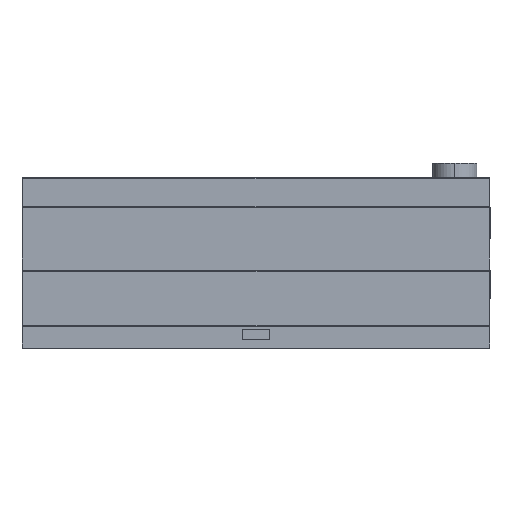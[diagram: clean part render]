
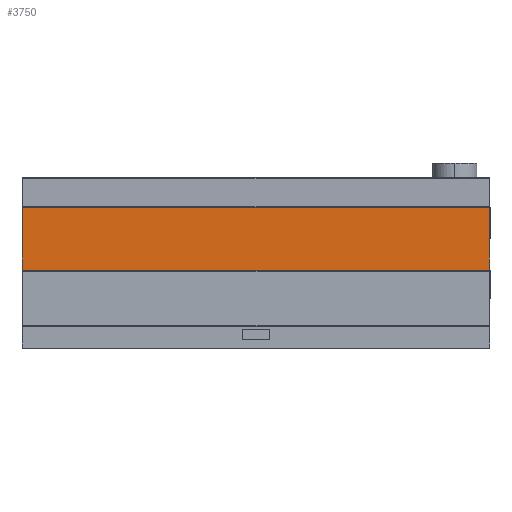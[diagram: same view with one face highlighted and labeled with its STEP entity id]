
A CAD part, top view. The second image highlights one B-rep face of the part: STEP entity #3750.
In plain terms, the highlighted planar face has unit normal (0, 0, 1).
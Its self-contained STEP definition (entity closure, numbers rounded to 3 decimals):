
#93 = ORIENTED_EDGE ( 'NONE', *, *, #5654, .T. ) ;
#866 = CARTESIAN_POINT ( 'NONE',  ( -79.8, 21.6, 31. ) ) ;
#1307 = ORIENTED_EDGE ( 'NONE', *, *, #16721, .F. ) ;
#1707 = LINE ( 'NONE', #11606, #2204 ) ;
#2204 = VECTOR ( 'NONE', #19439, 1000. ) ;
#2349 = AXIS2_PLACEMENT_3D ( 'NONE', #2883, #2675, #15788 ) ;
#2675 = DIRECTION ( 'NONE',  ( 0., 0., -1. ) ) ;
#2808 = PLANE ( 'NONE',  #2349 ) ;
#2883 = CARTESIAN_POINT ( 'NONE',  ( -80., 43.1, 31. ) ) ;
#3750 = ADVANCED_FACE ( 'NONE', ( #15445 ), #2808, .F. ) ;
#4371 = DIRECTION ( 'NONE',  ( 1., 0., 0. ) ) ;
#4928 = VERTEX_POINT ( 'NONE', #866 ) ;
#5654 = EDGE_CURVE ( 'NONE', #4928, #16873, #19161, .T. ) ;
#7625 = CARTESIAN_POINT ( 'NONE',  ( 79.8, 42.9, 31. ) ) ;
#7675 = CARTESIAN_POINT ( 'NONE',  ( -79.8, 42.9, 31. ) ) ;
#8530 = CARTESIAN_POINT ( 'NONE',  ( -80., 21.6, 31. ) ) ;
#10930 = VECTOR ( 'NONE', #4371, 1000. ) ;
#11046 = VECTOR ( 'NONE', #11622, 1000. ) ;
#11606 = CARTESIAN_POINT ( 'NONE',  ( -79.8, 43.1, 31. ) ) ;
#11622 = DIRECTION ( 'NONE',  ( 0., -1., 0. ) ) ;
#11685 = VERTEX_POINT ( 'NONE', #7675 ) ;
#13718 = EDGE_CURVE ( 'NONE', #11685, #13770, #20065, .T. ) ;
#13770 = VERTEX_POINT ( 'NONE', #7625 ) ;
#13882 = EDGE_LOOP ( 'NONE', ( #16296, #93, #1307, #19984 ) ) ;
#14993 = DIRECTION ( 'NONE',  ( 1., 0., 0. ) ) ;
#15381 = LINE ( 'NONE', #16387, #11046 ) ;
#15445 = FACE_OUTER_BOUND ( 'NONE', #13882, .T. ) ;
#15655 = EDGE_CURVE ( 'NONE', #4928, #11685, #1707, .T. ) ;
#15788 = DIRECTION ( 'NONE',  ( -1., 0., 0. ) ) ;
#16296 = ORIENTED_EDGE ( 'NONE', *, *, #15655, .F. ) ;
#16387 = CARTESIAN_POINT ( 'NONE',  ( 79.8, 21.4, 31. ) ) ;
#16721 = EDGE_CURVE ( 'NONE', #13770, #16873, #15381, .T. ) ;
#16873 = VERTEX_POINT ( 'NONE', #18437 ) ;
#18437 = CARTESIAN_POINT ( 'NONE',  ( 79.8, 21.6, 31. ) ) ;
#18644 = VECTOR ( 'NONE', #14993, 1000. ) ;
#19161 = LINE ( 'NONE', #8530, #18644 ) ;
#19439 = DIRECTION ( 'NONE',  ( 0., 1., 0. ) ) ;
#19984 = ORIENTED_EDGE ( 'NONE', *, *, #13718, .F. ) ;
#20065 = LINE ( 'NONE', #20647, #10930 ) ;
#20647 = CARTESIAN_POINT ( 'NONE',  ( -80., 42.9, 31. ) ) ;
